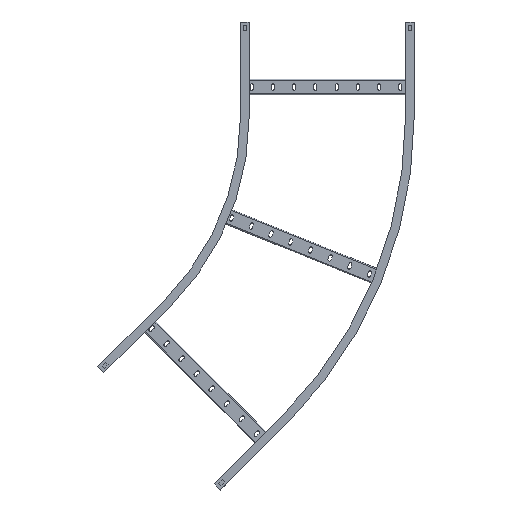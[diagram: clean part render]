
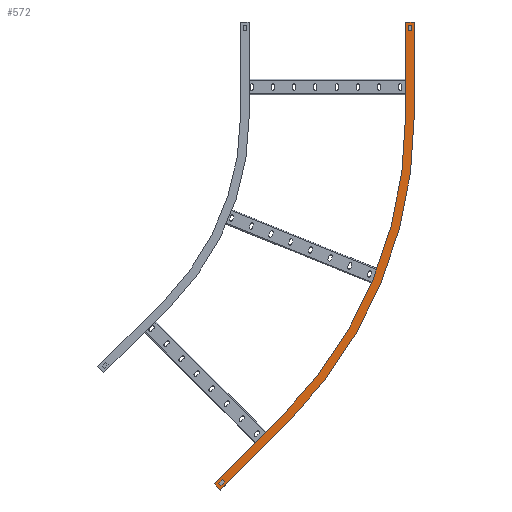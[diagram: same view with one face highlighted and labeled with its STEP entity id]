
A CAD part, front view. The second image highlights one B-rep face of the part: STEP entity #572.
In plain terms, the highlighted planar face has unit normal (0, -1, 0).
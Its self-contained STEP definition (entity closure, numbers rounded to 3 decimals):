
#41 = ORIENTED_EDGE ( 'NONE', *, *, #7514, .T. ) ;
#64 = PLANE ( 'NONE',  #7636 ) ;
#88 = LINE ( 'NONE', #5537, #4649 ) ;
#193 = EDGE_CURVE ( 'NONE', #6254, #4920, #5514, .T. ) ;
#216 = VECTOR ( 'NONE', #3883, 1000. ) ;
#240 = LINE ( 'NONE', #2819, #4344 ) ;
#308 = ORIENTED_EDGE ( 'NONE', *, *, #4995, .T. ) ;
#311 = CARTESIAN_POINT ( 'NONE',  ( 704.066, 0., -704.066 ) ) ;
#316 = ORIENTED_EDGE ( 'NONE', *, *, #7569, .T. ) ;
#410 = CARTESIAN_POINT ( 'NONE',  ( 555.22, 0., -862.105 ) ) ;
#465 = LINE ( 'NONE', #4045, #1590 ) ;
#547 = EDGE_CURVE ( 'NONE', #7597, #7428, #3562, .T. ) ;
#572 = ADVANCED_FACE ( 'NONE', ( #5812, #6551, #3201 ), #64, .F. ) ;
#615 = CARTESIAN_POINT ( 'NONE',  ( 553.665, 0., -860.549 ) ) ;
#683 = VECTOR ( 'NONE', #5746, 1000. ) ;
#803 = ORIENTED_EDGE ( 'NONE', *, *, #1300, .T. ) ;
#815 = ORIENTED_EDGE ( 'NONE', *, *, #5526, .T. ) ;
#826 = CARTESIAN_POINT ( 'NONE',  ( 995.7, 0., 197. ) ) ;
#847 = LINE ( 'NONE', #311, #4011 ) ;
#932 = LINE ( 'NONE', #4862, #3915 ) ;
#940 = DIRECTION ( 'NONE',  ( 0., 1., 0. ) ) ;
#955 = DIRECTION ( 'NONE',  ( -0.707, 0., -0.707 ) ) ;
#1020 = EDGE_CURVE ( 'NONE', #4920, #6211, #5701, .T. ) ;
#1024 = AXIS2_PLACEMENT_3D ( 'NONE', #1574, #940, #7568 ) ;
#1043 = VERTEX_POINT ( 'NONE', #5817 ) ;
#1051 = EDGE_CURVE ( 'NONE', #2256, #4307, #6461, .T. ) ;
#1226 = ORIENTED_EDGE ( 'NONE', *, *, #1020, .F. ) ;
#1284 = DIRECTION ( 'NONE',  ( 0., 0., -1. ) ) ;
#1300 = EDGE_CURVE ( 'NONE', #2466, #6192, #932, .T. ) ;
#1428 = CARTESIAN_POINT ( 'NONE',  ( 564.766, 0., -843.366 ) ) ;
#1572 = DIRECTION ( 'NONE',  ( 0.707, 0., 0.707 ) ) ;
#1574 = CARTESIAN_POINT ( 'NONE',  ( 0., 0., 0. ) ) ;
#1590 = VECTOR ( 'NONE', #1572, 1000. ) ;
#1631 = CIRCLE ( 'NONE', #1024, 982.2 ) ;
#1754 = DIRECTION ( 'NONE',  ( 0., 0., 1. ) ) ;
#1937 = VERTEX_POINT ( 'NONE', #4846 ) ;
#1974 = CARTESIAN_POINT ( 'NONE',  ( 541.078, 0., -847.962 ) ) ;
#2079 = CARTESIAN_POINT ( 'NONE',  ( 553.665, 0., -860.549 ) ) ;
#2207 = DIRECTION ( 'NONE',  ( 0.707, 0., 0.707 ) ) ;
#2240 = CARTESIAN_POINT ( 'NONE',  ( 1002.2, 0., -694.52 ) ) ;
#2256 = VERTEX_POINT ( 'NONE', #5114 ) ;
#2267 = LINE ( 'NONE', #2079, #216 ) ;
#2269 = ORIENTED_EDGE ( 'NONE', *, *, #4436, .T. ) ;
#2279 = CARTESIAN_POINT ( 'NONE',  ( 555.22, 0., -833.82 ) ) ;
#2281 = CARTESIAN_POINT ( 'NONE',  ( 559.816, 0., -838.417 ) ) ;
#2466 = VERTEX_POINT ( 'NONE', #4863 ) ;
#2547 = DIRECTION ( 'NONE',  ( 0., 0., 1. ) ) ;
#2563 = ORIENTED_EDGE ( 'NONE', *, *, #2784, .F. ) ;
#2600 = CARTESIAN_POINT ( 'NONE',  ( 982.2, 0., 217. ) ) ;
#2754 = EDGE_CURVE ( 'NONE', #6071, #2466, #88, .T. ) ;
#2784 = EDGE_CURVE ( 'NONE', #3884, #6254, #3889, .T. ) ;
#2819 = CARTESIAN_POINT ( 'NONE',  ( 708.662, 0., -708.662 ) ) ;
#2848 = EDGE_LOOP ( 'NONE', ( #2269, #2915, #316, #815, #308, #4202, #5679, #1226, #6428, #2563 ) ) ;
#2876 = DIRECTION ( 'NONE',  ( 0., 1., 0. ) ) ;
#2915 = ORIENTED_EDGE ( 'NONE', *, *, #4500, .T. ) ;
#2976 = VECTOR ( 'NONE', #3490, 1000. ) ;
#3109 = DIRECTION ( 'NONE',  ( 0.707, 0., -0.707 ) ) ;
#3110 = VERTEX_POINT ( 'NONE', #615 ) ;
#3143 = CARTESIAN_POINT ( 'NONE',  ( 1002.2, 0., 217. ) ) ;
#3201 = FACE_BOUND ( 'NONE', #7032, .T. ) ;
#3311 = CARTESIAN_POINT ( 'NONE',  ( 982.2, 0., 217. ) ) ;
#3346 = ORIENTED_EDGE ( 'NONE', *, *, #7054, .T. ) ;
#3490 = DIRECTION ( 'NONE',  ( -0.707, 0., -0.707 ) ) ;
#3493 = EDGE_CURVE ( 'NONE', #5121, #1043, #240, .T. ) ;
#3546 = LINE ( 'NONE', #4878, #6531 ) ;
#3562 = LINE ( 'NONE', #2279, #4696 ) ;
#3650 = VECTOR ( 'NONE', #4504, 1000. ) ;
#3745 = CARTESIAN_POINT ( 'NONE',  ( 551.331, 0., -846.902 ) ) ;
#3883 = DIRECTION ( 'NONE',  ( 0.707, 0., -0.707 ) ) ;
#3884 = VERTEX_POINT ( 'NONE', #2600 ) ;
#3889 = LINE ( 'NONE', #6850, #6609 ) ;
#3915 = VECTOR ( 'NONE', #2547, 1000. ) ;
#3938 = VECTOR ( 'NONE', #3109, 1000. ) ;
#3971 = CARTESIAN_POINT ( 'NONE',  ( 1000., 0., 217. ) ) ;
#4011 = VECTOR ( 'NONE', #955, 1000. ) ;
#4029 = LINE ( 'NONE', #1974, #3938 ) ;
#4040 = LINE ( 'NONE', #3311, #683 ) ;
#4045 = CARTESIAN_POINT ( 'NONE',  ( 699.116, 0., -699.116 ) ) ;
#4152 = DIRECTION ( 'NONE',  ( 0., 1., 0. ) ) ;
#4202 = ORIENTED_EDGE ( 'NONE', *, *, #3493, .T. ) ;
#4298 = ORIENTED_EDGE ( 'NONE', *, *, #2754, .T. ) ;
#4307 = VERTEX_POINT ( 'NONE', #3745 ) ;
#4344 = VECTOR ( 'NONE', #2207, 1000. ) ;
#4392 = CIRCLE ( 'NONE', #7517, 1002.2 ) ;
#4436 = EDGE_CURVE ( 'NONE', #3884, #4648, #4040, .T. ) ;
#4500 = EDGE_CURVE ( 'NONE', #4648, #6090, #1631, .T. ) ;
#4504 = DIRECTION ( 'NONE',  ( 0., 0., -1. ) ) ;
#4582 = CARTESIAN_POINT ( 'NONE',  ( 546.735, 0., -842.306 ) ) ;
#4611 = DIRECTION ( 'NONE',  ( -0.707, 0., 0.707 ) ) ;
#4648 = VERTEX_POINT ( 'NONE', #7675 ) ;
#4649 = VECTOR ( 'NONE', #6754, 1000. ) ;
#4696 = VECTOR ( 'NONE', #5879, 1000. ) ;
#4846 = CARTESIAN_POINT ( 'NONE',  ( 995.7, 0., 209. ) ) ;
#4862 = CARTESIAN_POINT ( 'NONE',  ( 988.7, 0., 217. ) ) ;
#4863 = CARTESIAN_POINT ( 'NONE',  ( 988.7, 0., 197. ) ) ;
#4878 = CARTESIAN_POINT ( 'NONE',  ( 995.7, 0., 217. ) ) ;
#4903 = DIRECTION ( 'NONE',  ( 1., 0., 0. ) ) ;
#4920 = VERTEX_POINT ( 'NONE', #3143 ) ;
#4995 = EDGE_CURVE ( 'NONE', #3110, #5121, #2267, .T. ) ;
#4996 = CARTESIAN_POINT ( 'NONE',  ( 694.52, 0., -694.52 ) ) ;
#5012 = DIRECTION ( 'NONE',  ( 1., 0., 0. ) ) ;
#5047 = LINE ( 'NONE', #7646, #6280 ) ;
#5114 = CARTESIAN_POINT ( 'NONE',  ( 556.281, 0., -851.852 ) ) ;
#5121 = VERTEX_POINT ( 'NONE', #410 ) ;
#5168 = ORIENTED_EDGE ( 'NONE', *, *, #5842, .T. ) ;
#5232 = DIRECTION ( 'NONE',  ( 1., 0., 0. ) ) ;
#5321 = VECTOR ( 'NONE', #4611, 1000. ) ;
#5335 = CARTESIAN_POINT ( 'NONE',  ( 694.52, 0., -694.52 ) ) ;
#5514 = LINE ( 'NONE', #6041, #6746 ) ;
#5516 = ORIENTED_EDGE ( 'NONE', *, *, #6301, .T. ) ;
#5526 = EDGE_CURVE ( 'NONE', #6852, #3110, #4029, .T. ) ;
#5537 = CARTESIAN_POINT ( 'NONE',  ( 982.2, 0., 197. ) ) ;
#5679 = ORIENTED_EDGE ( 'NONE', *, *, #7221, .F. ) ;
#5699 = ORIENTED_EDGE ( 'NONE', *, *, #1051, .T. ) ;
#5701 = LINE ( 'NONE', #2240, #3650 ) ;
#5746 = DIRECTION ( 'NONE',  ( 0., 0., -1. ) ) ;
#5812 = FACE_BOUND ( 'NONE', #7254, .T. ) ;
#5817 = CARTESIAN_POINT ( 'NONE',  ( 708.662, 0., -708.662 ) ) ;
#5842 = EDGE_CURVE ( 'NONE', #6192, #1937, #5047, .T. ) ;
#5879 = DIRECTION ( 'NONE',  ( 0.707, 0., -0.707 ) ) ;
#5956 = DIRECTION ( 'NONE',  ( 0., 0., 1. ) ) ;
#6041 = CARTESIAN_POINT ( 'NONE',  ( 694.52, 0., 217. ) ) ;
#6071 = VERTEX_POINT ( 'NONE', #826 ) ;
#6090 = VERTEX_POINT ( 'NONE', #4996 ) ;
#6128 = ORIENTED_EDGE ( 'NONE', *, *, #547, .T. ) ;
#6192 = VERTEX_POINT ( 'NONE', #6851 ) ;
#6211 = VERTEX_POINT ( 'NONE', #7532 ) ;
#6254 = VERTEX_POINT ( 'NONE', #3971 ) ;
#6280 = VECTOR ( 'NONE', #5232, 1000. ) ;
#6301 = EDGE_CURVE ( 'NONE', #7428, #2256, #847, .T. ) ;
#6325 = CARTESIAN_POINT ( 'NONE',  ( 541.078, 0., -847.962 ) ) ;
#6428 = ORIENTED_EDGE ( 'NONE', *, *, #193, .F. ) ;
#6436 = LINE ( 'NONE', #5335, #2976 ) ;
#6461 = LINE ( 'NONE', #4582, #5321 ) ;
#6531 = VECTOR ( 'NONE', #1284, 1000. ) ;
#6551 = FACE_OUTER_BOUND ( 'NONE', #2848, .T. ) ;
#6572 = CARTESIAN_POINT ( 'NONE',  ( 982.2, 0., 217. ) ) ;
#6609 = VECTOR ( 'NONE', #5012, 1000. ) ;
#6746 = VECTOR ( 'NONE', #4903, 1000. ) ;
#6754 = DIRECTION ( 'NONE',  ( -1., 0., 0. ) ) ;
#6850 = CARTESIAN_POINT ( 'NONE',  ( 982.2, 0., 217. ) ) ;
#6852 = VERTEX_POINT ( 'NONE', #6325 ) ;
#6851 = CARTESIAN_POINT ( 'NONE',  ( 988.7, 0., 209. ) ) ;
#7032 = EDGE_LOOP ( 'NONE', ( #5516, #5699, #41, #6128 ) ) ;
#7054 = EDGE_CURVE ( 'NONE', #1937, #6071, #3546, .T. ) ;
#7221 = EDGE_CURVE ( 'NONE', #6211, #1043, #4392, .T. ) ;
#7254 = EDGE_LOOP ( 'NONE', ( #4298, #803, #5168, #3346 ) ) ;
#7428 = VERTEX_POINT ( 'NONE', #1428 ) ;
#7514 = EDGE_CURVE ( 'NONE', #4307, #7597, #465, .T. ) ;
#7517 = AXIS2_PLACEMENT_3D ( 'NONE', #7659, #2876, #1754 ) ;
#7532 = CARTESIAN_POINT ( 'NONE',  ( 1002.2, 0., 0. ) ) ;
#7568 = DIRECTION ( 'NONE',  ( 1., 0., 0. ) ) ;
#7569 = EDGE_CURVE ( 'NONE', #6090, #6852, #6436, .T. ) ;
#7597 = VERTEX_POINT ( 'NONE', #2281 ) ;
#7636 = AXIS2_PLACEMENT_3D ( 'NONE', #6572, #4152, #5956 ) ;
#7646 = CARTESIAN_POINT ( 'NONE',  ( 982.2, 0., 209. ) ) ;
#7659 = CARTESIAN_POINT ( 'NONE',  ( 0., 0., 0. ) ) ;
#7675 = CARTESIAN_POINT ( 'NONE',  ( 982.2, 0., 0. ) ) ;
